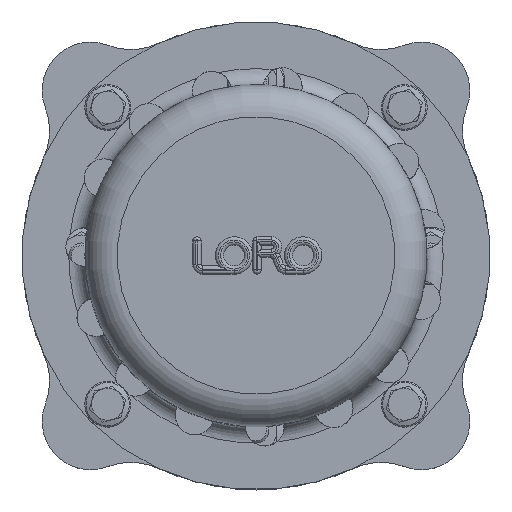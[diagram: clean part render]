
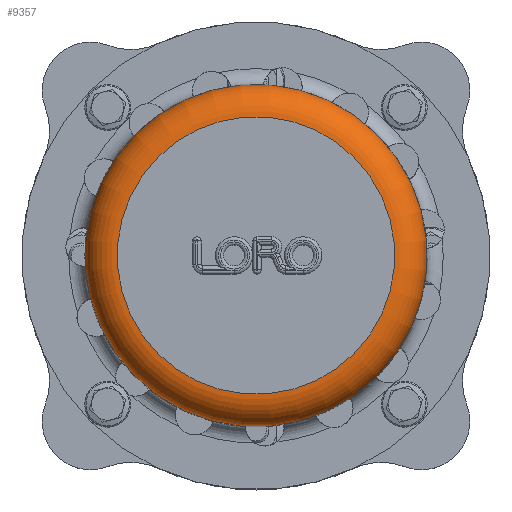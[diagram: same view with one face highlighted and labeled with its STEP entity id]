
A CAD part, top view. The second image highlights one B-rep face of the part: STEP entity #9357.
In plain terms, the highlighted toroidal (fillet/blend) face has major radius 430 mm and minor radius 100 mm.
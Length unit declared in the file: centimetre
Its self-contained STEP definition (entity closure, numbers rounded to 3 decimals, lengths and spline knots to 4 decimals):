
#2461=FACE_OUTER_BOUND('',#3066,.T.);
#3066=EDGE_LOOP('',(#8457,#8458,#8459,#8460));
#3579=CIRCLE('',#10388,53.);
#3580=CIRCLE('',#10389,10.);
#3581=CIRCLE('',#10390,43.);
#4488=VERTEX_POINT('',#19305);
#4489=VERTEX_POINT('',#19307);
#5866=EDGE_CURVE('',#4488,#4488,#3579,.T.);
#5867=EDGE_CURVE('',#4488,#4489,#3580,.T.);
#5868=EDGE_CURVE('',#4489,#4489,#3581,.T.);
#8457=ORIENTED_EDGE('',*,*,#5866,.T.);
#8458=ORIENTED_EDGE('',*,*,#5867,.T.);
#8459=ORIENTED_EDGE('',*,*,#5868,.T.);
#8460=ORIENTED_EDGE('',*,*,#5867,.F.);
#8842=TOROIDAL_SURFACE('',#10387,43.,10.);
#9357=ADVANCED_FACE('',(#2461),#8842,.T.);
#10387=AXIS2_PLACEMENT_3D('',#19304,#12848,#12849);
#10388=AXIS2_PLACEMENT_3D('',#19306,#12850,#12851);
#10389=AXIS2_PLACEMENT_3D('',#19308,#12852,#12853);
#10390=AXIS2_PLACEMENT_3D('',#19309,#12854,#12855);
#12848=DIRECTION('center_axis',(0.,0.,-1.));
#12849=DIRECTION('ref_axis',(-0.707,0.707,0.));
#12850=DIRECTION('center_axis',(0.,0.,1.));
#12851=DIRECTION('ref_axis',(0.707,-0.707,0.));
#12852=DIRECTION('center_axis',(-0.707,-0.707,0.));
#12853=DIRECTION('ref_axis',(0.707,-0.707,0.));
#12854=DIRECTION('center_axis',(0.,0.,-1.));
#12855=DIRECTION('ref_axis',(0.707,-0.707,0.));
#19304=CARTESIAN_POINT('Origin',(667.8647,428.4055,126.));
#19305=CARTESIAN_POINT('',(705.3413,390.9288,126.));
#19306=CARTESIAN_POINT('Origin',(667.8647,428.4055,126.));
#19307=CARTESIAN_POINT('',(698.2702,397.9999,136.));
#19308=CARTESIAN_POINT('Origin',(698.2702,397.9999,126.));
#19309=CARTESIAN_POINT('Origin',(667.8647,428.4055,136.));
